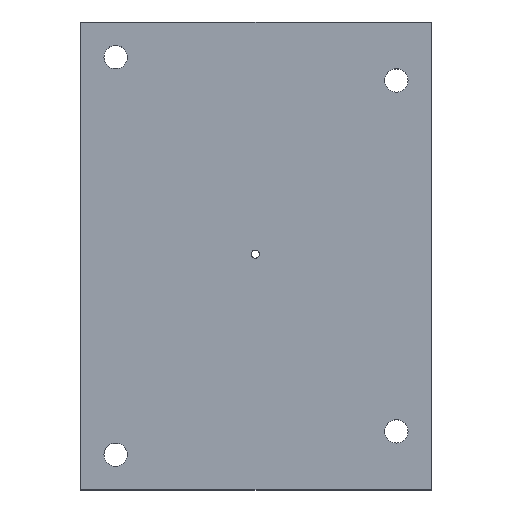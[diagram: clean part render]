
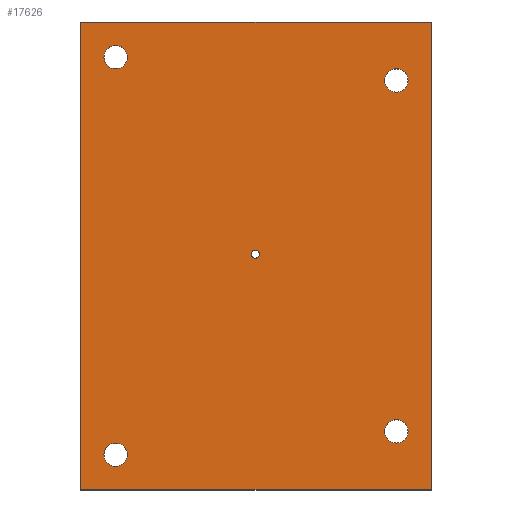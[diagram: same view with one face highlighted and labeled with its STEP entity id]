
A CAD part, top view. The second image highlights one B-rep face of the part: STEP entity #17626.
In plain terms, the highlighted planar face has unit normal (0, 0, 1).
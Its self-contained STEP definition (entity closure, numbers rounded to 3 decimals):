
#7 = AXIS2_PLACEMENT_3D ( 'NONE', #16657, #6377, #16410 ) ;
#167 = VECTOR ( 'NONE', #12007, 1000. ) ;
#324 = CIRCLE ( 'NONE', #5591, 5. ) ;
#559 = ORIENTED_EDGE ( 'NONE', *, *, #12371, .F. ) ;
#561 = VERTEX_POINT ( 'NONE', #9221 ) ;
#675 = DIRECTION ( 'NONE',  ( 0., 1., 0. ) ) ;
#712 = ORIENTED_EDGE ( 'NONE', *, *, #14188, .T. ) ;
#725 = EDGE_CURVE ( 'NONE', #6215, #18228, #17790, .T. ) ;
#802 = CARTESIAN_POINT ( 'NONE',  ( -41.395, 45.37, 50.245 ) ) ;
#919 = VERTEX_POINT ( 'NONE', #18568 ) ;
#1098 = DIRECTION ( 'NONE',  ( -1., 0., 0. ) ) ;
#1361 = EDGE_LOOP ( 'NONE', ( #4726, #3400 ) ) ;
#1869 = FACE_BOUND ( 'NONE', #18414, .T. ) ;
#2063 = DIRECTION ( 'NONE',  ( -1., 0., 0. ) ) ;
#2068 = VERTEX_POINT ( 'NONE', #3406 ) ;
#2119 = CIRCLE ( 'NONE', #17118, 1.729 ) ;
#2122 = CARTESIAN_POINT ( 'NONE',  ( -26.395, 30.37, 50.245 ) ) ;
#2469 = DIRECTION ( 'NONE',  ( -1., 0., 0. ) ) ;
#2478 = DIRECTION ( 'NONE',  ( 1., 0., 0. ) ) ;
#2768 = EDGE_CURVE ( 'NONE', #561, #16751, #4059, .T. ) ;
#2833 = DIRECTION ( 'NONE',  ( 1., 0., 0. ) ) ;
#3118 = AXIS2_PLACEMENT_3D ( 'NONE', #6490, #12203, #7878 ) ;
#3400 = ORIENTED_EDGE ( 'NONE', *, *, #16352, .T. ) ;
#3406 = CARTESIAN_POINT ( 'NONE',  ( -21.395, 30.37, 50.245 ) ) ;
#3440 = DIRECTION ( 'NONE',  ( 0., 0., -1. ) ) ;
#3993 = ORIENTED_EDGE ( 'NONE', *, *, #11770, .F. ) ;
#4059 = LINE ( 'NONE', #15734, #14805 ) ;
#4227 = ORIENTED_EDGE ( 'NONE', *, *, #10356, .T. ) ;
#4726 = ORIENTED_EDGE ( 'NONE', *, *, #9834, .T. ) ;
#4793 = CIRCLE ( 'NONE', #6786, 1.729 ) ;
#4870 = EDGE_CURVE ( 'NONE', #2068, #13531, #6091, .T. ) ;
#4924 = CARTESIAN_POINT ( 'NONE',  ( -31.395, -139.63, 50.245 ) ) ;
#4954 = LINE ( 'NONE', #12130, #167 ) ;
#5044 = CARTESIAN_POINT ( 'NONE',  ( 93.605, 20.37, 50.245 ) ) ;
#5287 = DIRECTION ( 'NONE',  ( -1., 0., 0. ) ) ;
#5348 = DIRECTION ( 'NONE',  ( 0., 0., -1. ) ) ;
#5510 = DIRECTION ( 'NONE',  ( 0., 0., 1. ) ) ;
#5547 = CARTESIAN_POINT ( 'NONE',  ( -31.395, 30.37, 50.245 ) ) ;
#5591 = AXIS2_PLACEMENT_3D ( 'NONE', #2122, #10590, #6252 ) ;
#5974 = CARTESIAN_POINT ( 'NONE',  ( -41.395, -154.63, 50.245 ) ) ;
#6091 = CIRCLE ( 'NONE', #3118, 5. ) ;
#6215 = VERTEX_POINT ( 'NONE', #4924 ) ;
#6252 = DIRECTION ( 'NONE',  ( -1., 0., 0. ) ) ;
#6373 = LINE ( 'NONE', #17974, #9763 ) ;
#6377 = DIRECTION ( 'NONE',  ( 0., 0., -1. ) ) ;
#6490 = CARTESIAN_POINT ( 'NONE',  ( -26.395, 30.37, 50.245 ) ) ;
#6711 = CARTESIAN_POINT ( 'NONE',  ( 98.605, 20.37, 50.245 ) ) ;
#6785 = FACE_OUTER_BOUND ( 'NONE', #8487, .T. ) ;
#6786 = AXIS2_PLACEMENT_3D ( 'NONE', #18388, #12636, #2478 ) ;
#6969 = CARTESIAN_POINT ( 'NONE',  ( -26.395, -139.63, 50.245 ) ) ;
#7024 = FACE_BOUND ( 'NONE', #1361, .T. ) ;
#7037 = VERTEX_POINT ( 'NONE', #5974 ) ;
#7126 = CARTESIAN_POINT ( 'NONE',  ( 108.605, 45.37, 50.245 ) ) ;
#7645 = CARTESIAN_POINT ( 'NONE',  ( -21.395, -139.63, 50.245 ) ) ;
#7745 = ORIENTED_EDGE ( 'NONE', *, *, #13720, .T. ) ;
#7779 = EDGE_CURVE ( 'NONE', #18228, #6215, #10576, .T. ) ;
#7878 = DIRECTION ( 'NONE',  ( -1., 0., 0. ) ) ;
#8097 = ORIENTED_EDGE ( 'NONE', *, *, #8779, .F. ) ;
#8173 = CARTESIAN_POINT ( 'NONE',  ( -26.395, -139.63, 50.245 ) ) ;
#8302 = CARTESIAN_POINT ( 'NONE',  ( 93.605, -129.63, 50.245 ) ) ;
#8331 = DIRECTION ( 'NONE',  ( 1., 0., 0. ) ) ;
#8487 = EDGE_LOOP ( 'NONE', ( #559, #8097, #12372, #13872 ) ) ;
#8501 = AXIS2_PLACEMENT_3D ( 'NONE', #6969, #9751, #2469 ) ;
#8616 = CIRCLE ( 'NONE', #7, 5. ) ;
#8759 = DIRECTION ( 'NONE',  ( 1., 0., 0. ) ) ;
#8779 = EDGE_CURVE ( 'NONE', #16751, #15821, #4954, .T. ) ;
#8807 = ORIENTED_EDGE ( 'NONE', *, *, #12980, .F. ) ;
#8914 = AXIS2_PLACEMENT_3D ( 'NONE', #14965, #3440, #15028 ) ;
#9221 = CARTESIAN_POINT ( 'NONE',  ( -41.395, 45.37, 50.245 ) ) ;
#9438 = ORIENTED_EDGE ( 'NONE', *, *, #4870, .T. ) ;
#9496 = FACE_BOUND ( 'NONE', #14747, .T. ) ;
#9618 = DIRECTION ( 'NONE',  ( -1., 0., 0. ) ) ;
#9719 = PLANE ( 'NONE',  #14768 ) ;
#9751 = DIRECTION ( 'NONE',  ( 0., 0., -1. ) ) ;
#9763 = VECTOR ( 'NONE', #2063, 1000. ) ;
#9834 = EDGE_CURVE ( 'NONE', #14608, #919, #11101, .T. ) ;
#10308 = EDGE_LOOP ( 'NONE', ( #13190, #10659 ) ) ;
#10356 = EDGE_CURVE ( 'NONE', #13531, #2068, #324, .T. ) ;
#10412 = FACE_BOUND ( 'NONE', #10308, .T. ) ;
#10576 = CIRCLE ( 'NONE', #12565, 5. ) ;
#10590 = DIRECTION ( 'NONE',  ( 0., 0., -1. ) ) ;
#10632 = VECTOR ( 'NONE', #675, 1000. ) ;
#10659 = ORIENTED_EDGE ( 'NONE', *, *, #7779, .T. ) ;
#11101 = CIRCLE ( 'NONE', #15437, 5. ) ;
#11179 = VERTEX_POINT ( 'NONE', #18137 ) ;
#11192 = DIRECTION ( 'NONE',  ( 0., 0., -1. ) ) ;
#11513 = FACE_BOUND ( 'NONE', #12297, .T. ) ;
#11560 = VERTEX_POINT ( 'NONE', #6711 ) ;
#11762 = DIRECTION ( 'NONE',  ( 0., 0., 1. ) ) ;
#11770 = EDGE_CURVE ( 'NONE', #11179, #17831, #2119, .T. ) ;
#11982 = VERTEX_POINT ( 'NONE', #14582 ) ;
#12007 = DIRECTION ( 'NONE',  ( 0., -1., 0. ) ) ;
#12130 = CARTESIAN_POINT ( 'NONE',  ( 108.605, 45.37, 50.245 ) ) ;
#12203 = DIRECTION ( 'NONE',  ( 0., 0., -1. ) ) ;
#12297 = EDGE_LOOP ( 'NONE', ( #4227, #9438 ) ) ;
#12371 = EDGE_CURVE ( 'NONE', #15821, #7037, #6373, .T. ) ;
#12372 = ORIENTED_EDGE ( 'NONE', *, *, #2768, .F. ) ;
#12398 = AXIS2_PLACEMENT_3D ( 'NONE', #5044, #13879, #5287 ) ;
#12474 = CARTESIAN_POINT ( 'NONE',  ( -0.297, 0.574, 50.245 ) ) ;
#12565 = AXIS2_PLACEMENT_3D ( 'NONE', #8173, #5348, #9618 ) ;
#12629 = CARTESIAN_POINT ( 'NONE',  ( 88.605, -129.63, 50.245 ) ) ;
#12636 = DIRECTION ( 'NONE',  ( 0., 0., 1. ) ) ;
#12980 = EDGE_CURVE ( 'NONE', #17831, #11179, #4793, .T. ) ;
#13190 = ORIENTED_EDGE ( 'NONE', *, *, #725, .T. ) ;
#13531 = VERTEX_POINT ( 'NONE', #5547 ) ;
#13720 = EDGE_CURVE ( 'NONE', #11560, #11982, #8616, .T. ) ;
#13872 = ORIENTED_EDGE ( 'NONE', *, *, #14132, .F. ) ;
#13879 = DIRECTION ( 'NONE',  ( 0., 0., -1. ) ) ;
#14132 = EDGE_CURVE ( 'NONE', #7037, #561, #18459, .T. ) ;
#14188 = EDGE_CURVE ( 'NONE', #11982, #11560, #15554, .T. ) ;
#14282 = CARTESIAN_POINT ( 'NONE',  ( 33.306, -52.109, 50.245 ) ) ;
#14582 = CARTESIAN_POINT ( 'NONE',  ( 88.605, 20.37, 50.245 ) ) ;
#14608 = VERTEX_POINT ( 'NONE', #12629 ) ;
#14747 = EDGE_LOOP ( 'NONE', ( #712, #7745 ) ) ;
#14768 = AXIS2_PLACEMENT_3D ( 'NONE', #12474, #5510, #8331 ) ;
#14805 = VECTOR ( 'NONE', #2833, 1000. ) ;
#14965 = CARTESIAN_POINT ( 'NONE',  ( 93.605, -129.63, 50.245 ) ) ;
#15028 = DIRECTION ( 'NONE',  ( -1., 0., 0. ) ) ;
#15437 = AXIS2_PLACEMENT_3D ( 'NONE', #8302, #11192, #1098 ) ;
#15554 = CIRCLE ( 'NONE', #12398, 5. ) ;
#15734 = CARTESIAN_POINT ( 'NONE',  ( 108.605, 45.37, 50.245 ) ) ;
#15821 = VERTEX_POINT ( 'NONE', #17911 ) ;
#16084 = CARTESIAN_POINT ( 'NONE',  ( 33.306, -53.838, 50.245 ) ) ;
#16352 = EDGE_CURVE ( 'NONE', #919, #14608, #17801, .T. ) ;
#16410 = DIRECTION ( 'NONE',  ( -1., 0., 0. ) ) ;
#16657 = CARTESIAN_POINT ( 'NONE',  ( 93.605, 20.37, 50.245 ) ) ;
#16751 = VERTEX_POINT ( 'NONE', #7126 ) ;
#17118 = AXIS2_PLACEMENT_3D ( 'NONE', #16084, #11762, #8759 ) ;
#17626 = ADVANCED_FACE ( 'NONE', ( #7024, #10412, #11513, #9496, #1869, #6785 ), #9719, .T. ) ;
#17790 = CIRCLE ( 'NONE', #8501, 5. ) ;
#17801 = CIRCLE ( 'NONE', #8914, 5. ) ;
#17831 = VERTEX_POINT ( 'NONE', #14282 ) ;
#17911 = CARTESIAN_POINT ( 'NONE',  ( 108.605, -154.63, 50.245 ) ) ;
#17974 = CARTESIAN_POINT ( 'NONE',  ( 108.605, -154.63, 50.245 ) ) ;
#18137 = CARTESIAN_POINT ( 'NONE',  ( 33.306, -55.567, 50.245 ) ) ;
#18228 = VERTEX_POINT ( 'NONE', #7645 ) ;
#18388 = CARTESIAN_POINT ( 'NONE',  ( 33.306, -53.838, 50.245 ) ) ;
#18414 = EDGE_LOOP ( 'NONE', ( #8807, #3993 ) ) ;
#18459 = LINE ( 'NONE', #802, #10632 ) ;
#18568 = CARTESIAN_POINT ( 'NONE',  ( 98.605, -129.63, 50.245 ) ) ;
